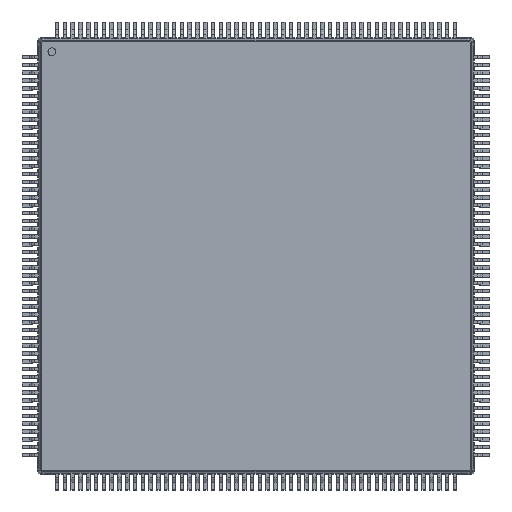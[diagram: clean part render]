
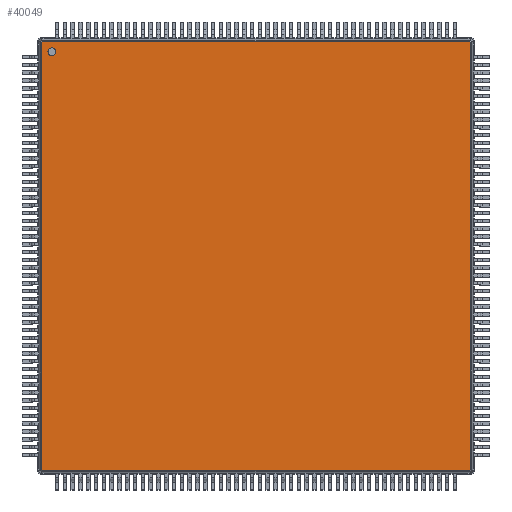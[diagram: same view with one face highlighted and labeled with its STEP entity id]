
A CAD part, top view. The second image highlights one B-rep face of the part: STEP entity #40049.
In plain terms, the highlighted planar face has unit normal (0, 0, 1).
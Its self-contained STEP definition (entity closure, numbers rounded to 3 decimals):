
#19725 = VERTEX_POINT('',#19726);
#19726 = CARTESIAN_POINT('',(-13.702,13.746,1.5));
#20016 = EDGE_CURVE('',#19725,#20017,#20019,.T.);
#20017 = VERTEX_POINT('',#20018);
#20018 = CARTESIAN_POINT('',(13.702,13.746,1.5));
#20019 = B_SPLINE_CURVE_WITH_KNOTS('',2,(#20020,#20021,#20022,#20023,
#20024),.UNSPECIFIED.,.F.,.F.,(3,1,1,3),(-1.384,
-0.04,27.477,28.821),
.UNSPECIFIED.);
#20020 = CARTESIAN_POINT('',(-15.102,13.746,1.5));
#20021 = CARTESIAN_POINT('',(-14.431,13.746,1.5));
#20022 = CARTESIAN_POINT('',(0.,13.746,1.5));
#20023 = CARTESIAN_POINT('',(14.431,13.746,1.5));
#20024 = CARTESIAN_POINT('',(15.102,13.746,1.5));
#38837 = EDGE_CURVE('',#20017,#38838,#38840,.T.);
#38838 = VERTEX_POINT('',#38839);
#38839 = CARTESIAN_POINT('',(13.746,13.702,1.5));
#38840 = B_SPLINE_CURVE_WITH_KNOTS('',2,(#38841,#38842,#38843,#38844,
#38845),.UNSPECIFIED.,.F.,.F.,(3,1,1,3),(-0.547,
-0.04,0.137,0.643),.UNSPECIFIED.);
#38841 = CARTESIAN_POINT('',(13.304,14.145,1.5));
#38842 = CARTESIAN_POINT('',(13.483,13.966,1.5));
#38843 = CARTESIAN_POINT('',(13.724,13.724,1.5));
#38844 = CARTESIAN_POINT('',(13.966,13.483,1.5));
#38845 = CARTESIAN_POINT('',(14.145,13.304,1.5));
#39353 = VERTEX_POINT('',#39354);
#39354 = CARTESIAN_POINT('',(-13.746,13.702,1.5));
#40024 = EDGE_CURVE('',#39353,#19725,#40025,.T.);
#40025 = B_SPLINE_CURVE_WITH_KNOTS('',2,(#40026,#40027,#40028,#40029,
#40030),.UNSPECIFIED.,.F.,.F.,(3,1,1,3),(-0.547,
-0.04,0.137,0.643),.UNSPECIFIED.);
#40026 = CARTESIAN_POINT('',(-14.145,13.304,1.5));
#40027 = CARTESIAN_POINT('',(-13.966,13.483,1.5));
#40028 = CARTESIAN_POINT('',(-13.724,13.724,1.5));
#40029 = CARTESIAN_POINT('',(-13.483,13.966,1.5));
#40030 = CARTESIAN_POINT('',(-13.304,14.145,1.5));
#40049 = ADVANCED_FACE('',(#40050,#40103),#40114,.T.);
#40050 = FACE_BOUND('',#40051,.T.);
#40051 = EDGE_LOOP('',(#40052,#40064,#40074,#40082,#40083,#40084,#40085,
#40095));
#40052 = ORIENTED_EDGE('',*,*,#40053,.F.);
#40053 = EDGE_CURVE('',#40054,#40056,#40058,.T.);
#40054 = VERTEX_POINT('',#40055);
#40055 = CARTESIAN_POINT('',(13.702,-13.746,1.5));
#40056 = VERTEX_POINT('',#40057);
#40057 = CARTESIAN_POINT('',(-13.702,-13.746,1.5));
#40058 = B_SPLINE_CURVE_WITH_KNOTS('',2,(#40059,#40060,#40061,#40062,
#40063),.UNSPECIFIED.,.F.,.F.,(3,1,1,3),(-1.384,
-0.04,27.477,28.821),
.UNSPECIFIED.);
#40059 = CARTESIAN_POINT('',(15.102,-13.746,1.5));
#40060 = CARTESIAN_POINT('',(14.431,-13.746,1.5));
#40061 = CARTESIAN_POINT('',(0.,-13.746,1.5));
#40062 = CARTESIAN_POINT('',(-14.431,-13.746,1.5));
#40063 = CARTESIAN_POINT('',(-15.102,-13.746,1.5));
#40064 = ORIENTED_EDGE('',*,*,#40065,.F.);
#40065 = EDGE_CURVE('',#40066,#40054,#40068,.T.);
#40066 = VERTEX_POINT('',#40067);
#40067 = CARTESIAN_POINT('',(13.746,-13.702,1.5));
#40068 = B_SPLINE_CURVE_WITH_KNOTS('',2,(#40069,#40070,#40071,#40072,
#40073),.UNSPECIFIED.,.F.,.F.,(3,1,1,3),(-0.547,
-0.04,0.137,0.643),.UNSPECIFIED.);
#40069 = CARTESIAN_POINT('',(14.145,-13.304,1.5));
#40070 = CARTESIAN_POINT('',(13.966,-13.483,1.5));
#40071 = CARTESIAN_POINT('',(13.724,-13.724,1.5));
#40072 = CARTESIAN_POINT('',(13.483,-13.966,1.5));
#40073 = CARTESIAN_POINT('',(13.304,-14.145,1.5));
#40074 = ORIENTED_EDGE('',*,*,#40075,.F.);
#40075 = EDGE_CURVE('',#38838,#40066,#40076,.T.);
#40076 = B_SPLINE_CURVE_WITH_KNOTS('',2,(#40077,#40078,#40079,#40080,
#40081),.UNSPECIFIED.,.F.,.F.,(3,1,1,3),(-1.384,
-0.04,27.477,28.821),
.UNSPECIFIED.);
#40077 = CARTESIAN_POINT('',(13.746,15.102,1.5));
#40078 = CARTESIAN_POINT('',(13.746,14.431,1.5));
#40079 = CARTESIAN_POINT('',(13.746,0.,1.5));
#40080 = CARTESIAN_POINT('',(13.746,-14.431,1.5));
#40081 = CARTESIAN_POINT('',(13.746,-15.102,1.5));
#40082 = ORIENTED_EDGE('',*,*,#38837,.F.);
#40083 = ORIENTED_EDGE('',*,*,#20016,.F.);
#40084 = ORIENTED_EDGE('',*,*,#40024,.F.);
#40085 = ORIENTED_EDGE('',*,*,#40086,.F.);
#40086 = EDGE_CURVE('',#40087,#39353,#40089,.T.);
#40087 = VERTEX_POINT('',#40088);
#40088 = CARTESIAN_POINT('',(-13.746,-13.702,1.5));
#40089 = B_SPLINE_CURVE_WITH_KNOTS('',2,(#40090,#40091,#40092,#40093,
#40094),.UNSPECIFIED.,.F.,.F.,(3,1,1,3),(-1.384,
-0.04,27.477,28.821),
.UNSPECIFIED.);
#40090 = CARTESIAN_POINT('',(-13.746,-15.102,1.5));
#40091 = CARTESIAN_POINT('',(-13.746,-14.431,1.5));
#40092 = CARTESIAN_POINT('',(-13.746,0.,1.5));
#40093 = CARTESIAN_POINT('',(-13.746,14.431,1.5));
#40094 = CARTESIAN_POINT('',(-13.746,15.102,1.5));
#40095 = ORIENTED_EDGE('',*,*,#40096,.F.);
#40096 = EDGE_CURVE('',#40056,#40087,#40097,.T.);
#40097 = B_SPLINE_CURVE_WITH_KNOTS('',2,(#40098,#40099,#40100,#40101,
#40102),.UNSPECIFIED.,.F.,.F.,(3,1,1,3),(-0.547,
-0.04,0.137,0.643),.UNSPECIFIED.);
#40098 = CARTESIAN_POINT('',(-13.304,-14.145,1.5));
#40099 = CARTESIAN_POINT('',(-13.483,-13.966,1.5));
#40100 = CARTESIAN_POINT('',(-13.724,-13.724,1.5));
#40101 = CARTESIAN_POINT('',(-13.966,-13.483,1.5));
#40102 = CARTESIAN_POINT('',(-14.145,-13.304,1.5));
#40103 = FACE_BOUND('',#40104,.T.);
#40104 = EDGE_LOOP('',(#40105));
#40105 = ORIENTED_EDGE('',*,*,#40106,.F.);
#40106 = EDGE_CURVE('',#40107,#40107,#40109,.T.);
#40107 = VERTEX_POINT('',#40108);
#40108 = CARTESIAN_POINT('',(-13.087,12.837,1.5));
#40109 = CIRCLE('',#40110,0.25);
#40110 = AXIS2_PLACEMENT_3D('',#40111,#40112,#40113);
#40111 = CARTESIAN_POINT('',(-13.087,13.087,1.5));
#40112 = DIRECTION('',(0.,0.,1.));
#40113 = DIRECTION('',(0.,-1.,0.));
#40114 = PLANE('',#40115);
#40115 = AXIS2_PLACEMENT_3D('',#40116,#40117,#40118);
#40116 = CARTESIAN_POINT('',(-13.718,13.787,1.5));
#40117 = DIRECTION('',(0.,0.,1.));
#40118 = DIRECTION('',(0.705,-0.709,0.));
